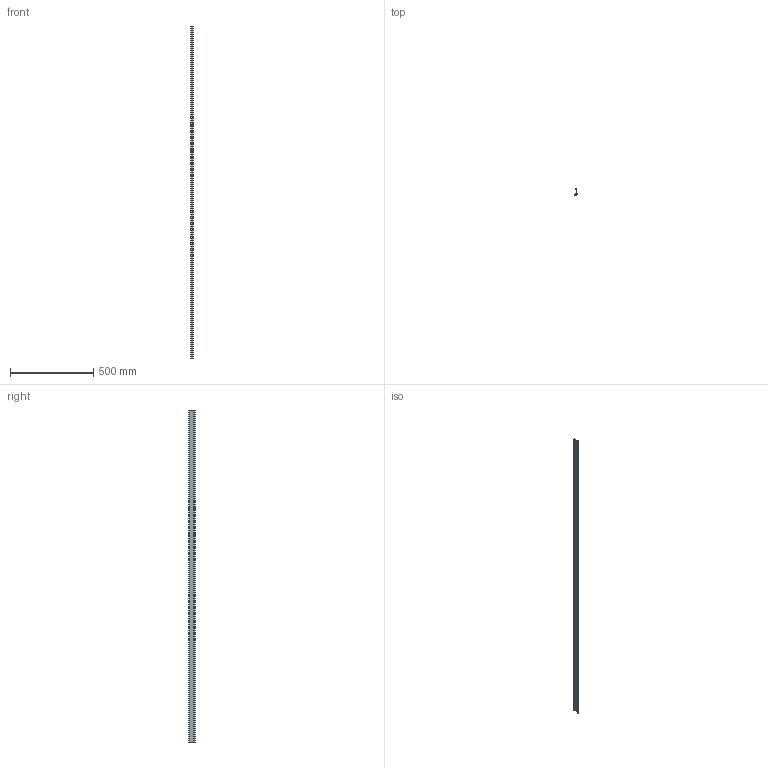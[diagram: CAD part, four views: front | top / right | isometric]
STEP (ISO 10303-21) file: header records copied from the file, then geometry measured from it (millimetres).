
FILE_DESCRIPTION (( 'STEP AP214' ), '1' );
FILE_NAME ('6113290.stp', '2016-04-28T06:32:03', ( '' ), ( '' ), 'SwSTEP 2.0', 'SolidWorks 2014', '' );
FILE_SCHEMA (( 'AUTOMOTIVE_DESIGN' ));
Length unit declared in the file: millimetre
Products named in the file (1): 6113290
Bounding box: 12.45 x 37.78 x 2000 mm (x, y, z)
Volume: 190293.3 mm3; surface area: 241599.2 mm2
Topology: 1 solids, 1 shells, 32 faces, 90 edges, 60 vertices
Faces by surface type: plane 23, cylinder 9
Entity records: 1066 total; most frequent: CARTESIAN_POINT 183, ORIENTED_EDGE 180, DIRECTION 174, EDGE_CURVE 90, LINE 72, VECTOR 72, VERTEX_POINT 60, AXIS2_PLACEMENT_3D 51
